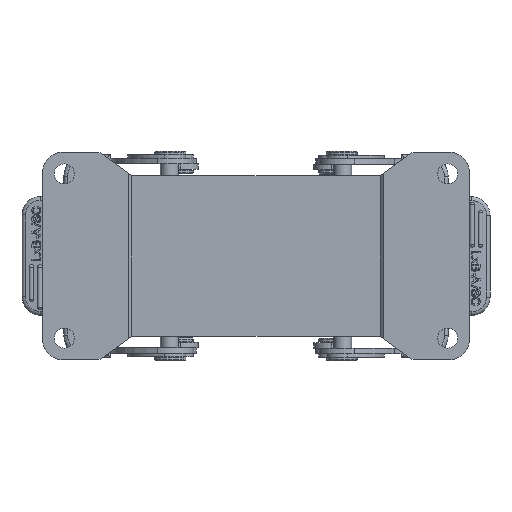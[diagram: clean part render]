
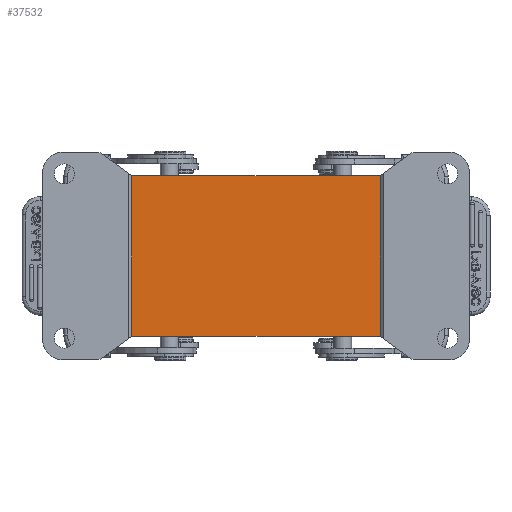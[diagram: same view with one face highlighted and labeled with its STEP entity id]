
A CAD part, front view. The second image highlights one B-rep face of the part: STEP entity #37532.
In plain terms, the highlighted planar face has unit normal (0, -1, 0).
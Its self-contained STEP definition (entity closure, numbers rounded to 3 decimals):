
#3739=CARTESIAN_POINT('',(34.,-22.366,83.367));
#6957=DIRECTION('',(0.,0.,-1.));
#6958=VECTOR('',#6957,43.873);
#6959=CARTESIAN_POINT('',(-34.,-22.366,
83.367));
#6960=LINE('',#6959,#6958);
#7715=DIRECTION('',(1.,0.,0.));
#7716=VECTOR('',#7715,68.);
#7717=CARTESIAN_POINT('',(-34.,-22.366,
83.367));
#7718=LINE('',#7717,#7716);
#7719=DIRECTION('',(0.,0.,-1.));
#7720=VECTOR('',#7719,43.873);
#7721=CARTESIAN_POINT('',(34.,-22.366,83.367));
#7722=LINE('',#7721,#7720);
#7723=DIRECTION('',(-1.,0.,0.));
#7724=VECTOR('',#7723,68.);
#7725=CARTESIAN_POINT('',(34.,-22.366,39.494));
#7726=LINE('',#7725,#7724);
#20647=CARTESIAN_POINT('',(34.,-22.366,
39.494));
#20648=VERTEX_POINT('',#20647);
#20654=VERTEX_POINT('',#3739);
#20720=CARTESIAN_POINT('',(-34.,-22.366,
83.367));
#20721=VERTEX_POINT('',#20720);
#20722=CARTESIAN_POINT('',(-34.,-22.366,
39.494));
#20723=VERTEX_POINT('',#20722);
#37521=CARTESIAN_POINT('',(0.,-22.366,
61.431));
#37522=DIRECTION('',(0.,1.,0.));
#37523=DIRECTION('',(-1.,0.,0.));
#37524=AXIS2_PLACEMENT_3D('',#37521,#37522,#37523);
#37525=PLANE('',#37524);
#37526=ORIENTED_EDGE('',*,*,#31108,.T.);
#37527=ORIENTED_EDGE('',*,*,#31974,.T.);
#37528=ORIENTED_EDGE('',*,*,#31673,.T.);
#37529=ORIENTED_EDGE('',*,*,#36358,.F.);
#37530=EDGE_LOOP('',(#37526,#37527,#37528,#37529));
#37531=FACE_OUTER_BOUND('',#37530,.F.);
#31108=EDGE_CURVE('',#20721,#20654,#7718,.T.);
#31673=EDGE_CURVE('',#20648,#20723,#7726,.T.);
#31974=EDGE_CURVE('',#20654,#20648,#7722,.T.);
#36358=EDGE_CURVE('',#20721,#20723,#6960,.T.);
#37532=ADVANCED_FACE('',(#37531),#37525,.F.);
